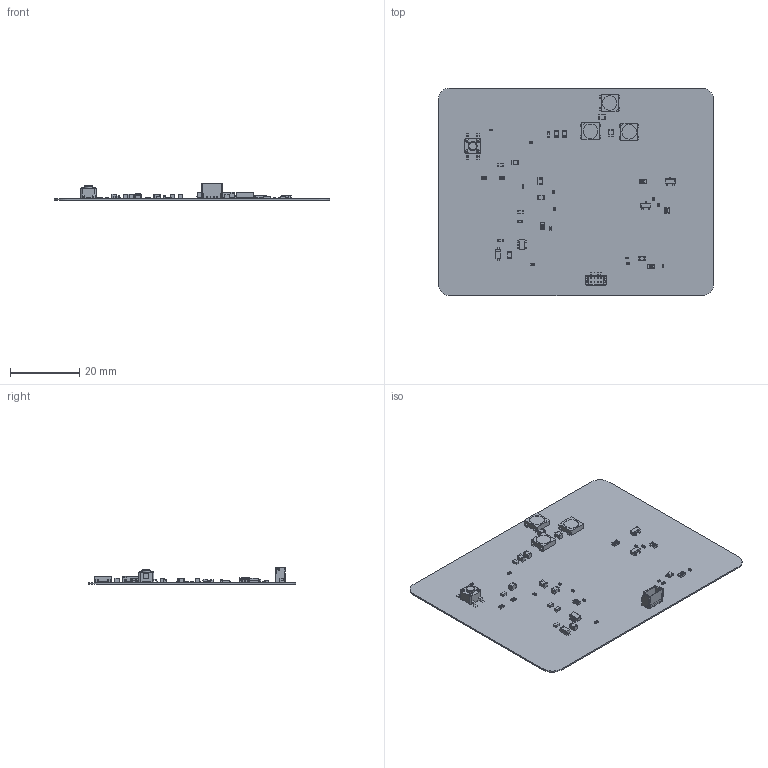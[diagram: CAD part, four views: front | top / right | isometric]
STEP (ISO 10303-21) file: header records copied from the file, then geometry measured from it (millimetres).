
FILE_DESCRIPTION(('Open CASCADE Model'),'2;1');
FILE_NAME('Open CASCADE Shape Model','2024-02-15T10:56:20',('Author'),( 'Open CASCADE'),'Open CASCADE STEP processor 7.5','Open CASCADE 7.5' ,'Unknown');
FILE_SCHEMA(('AUTOMOTIVE_DESIGN { 1 0 10303 214 1 1 1 1 }'));
Length unit declared in the file: millimetre
Products named in the file (60): PCB; Board; Open CASCADE STEP translator 7.5 1.1.1; R3; 0805 resistor; boton; 6491337968; R17; R16; 0402 resistor; R15; R14; R13; R12; R11; R10; R9; 0603 resistor; R8; R7; R6; R5; R4; R2; R1; Q2; sot-23-3-infineon; Q1; I2C; 6491337808; D5; WS2812B; Diseñar1; Componente1; Componente2; D4; D3; D2; SOD-123; D1 ...
Assembly tree (88 placements, depth 4):
  PCB
    Board
      Open CASCADE STEP translator 7.5 1.1.1
    R3
      0805 resistor
    boton
      6491337968
    R17
      0805 resistor
    R16
      0402 resistor
    R15
      0402 resistor
    R14
      0402 resistor
    R13
      0402 resistor
    R12
      0402 resistor
    R11
      0402 resistor
    R10
      0402 resistor
    R9
      0603 resistor
    R8
      0402 resistor
    R7
      0402 resistor
    R6
      0805 resistor
    R5
      0402 resistor
    R4
      0402 resistor
    R2
      0603 resistor
    R1
      0805 resistor
    Q2
      sot-23-3-infineon
    Q1
      sot-23-3-infineon
    I2C
      6491337808
    D5
      WS2812B
        Diseñar1
        Componente1
        Componente2
    D4
      WS2812B
        Diseñar1
        Componente1
        Componente2
    D3
      WS2812B
        Diseñar1
        Componente1
        Componente2
Bounding box: 79.38 x 59.96 x 4.76 mm (x, y, z)
Volume: 2223.1 mm3; surface area: 10757.3 mm2
Topology: 96 solids, 100 shells, 2584 faces, 7099 edges, 4623 vertices
Faces by surface type: plane 1760, cylinder 581, sphere 237, bspline 4, torus 1, cone 1
Full cylindrical faces by diameter (mm): 0.65 x4, 0.7 x4, 0.95 x4, 1.04 x1, 2.6 x1
Entity records: 36596 total; most frequent: CARTESIAN_POINT 6522, ORIENTED_EDGE 5552, DIRECTION 5474, EDGE_CURVE 2776, LINE 2220, VECTOR 2220, VERTEX_POINT 1835, AXIS2_PLACEMENT_3D 1627
